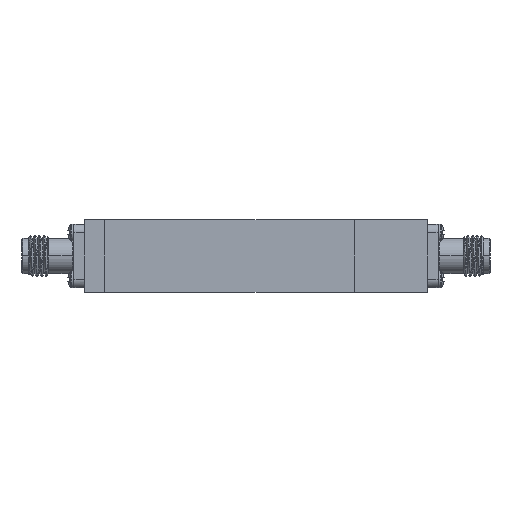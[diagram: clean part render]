
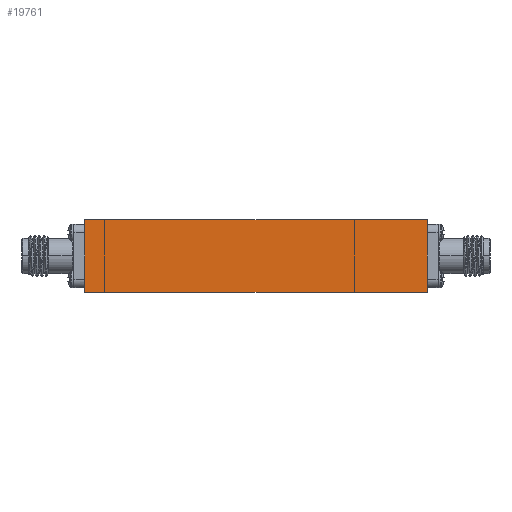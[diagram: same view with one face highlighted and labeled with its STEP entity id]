
A CAD part, left-side view. The second image highlights one B-rep face of the part: STEP entity #19761.
In plain terms, the highlighted planar face has unit normal (-1, 0, 0).
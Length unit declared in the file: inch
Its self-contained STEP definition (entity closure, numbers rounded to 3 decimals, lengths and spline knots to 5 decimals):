
#1823 = EDGE_CURVE ( 'NONE', #7378, #13058, #24719, .T. ) ;
#1879 = LINE ( 'NONE', #11638, #26564 ) ;
#1913 = ORIENTED_EDGE ( 'NONE', *, *, #1823, .T. ) ;
#2393 = CARTESIAN_POINT ( 'NONE',  ( -2.06693, -1.02362, 0.21654 ) ) ;
#4091 = CARTESIAN_POINT ( 'NONE',  ( -2.06693, -1.02362, 0.21654 ) ) ;
#5021 = PLANE ( 'NONE',  #12801 ) ;
#6676 = ORIENTED_EDGE ( 'NONE', *, *, #28115, .T. ) ;
#7378 = VERTEX_POINT ( 'NONE', #13732 ) ;
#9540 = VECTOR ( 'NONE', #12543, 39.37008 ) ;
#10311 = CARTESIAN_POINT ( 'NONE',  ( -2.06693, 1.02362, 0.21654 ) ) ;
#10364 = EDGE_CURVE ( 'NONE', #26754, #25186, #31503, .T. ) ;
#10723 = EDGE_CURVE ( 'NONE', #25186, #13058, #1879, .T. ) ;
#11638 = CARTESIAN_POINT ( 'NONE',  ( -2.06693, -1.02362, 0.21654 ) ) ;
#12543 = DIRECTION ( 'NONE',  ( 0., -1., 0. ) ) ;
#12801 = AXIS2_PLACEMENT_3D ( 'NONE', #21982, #12834, #15091 ) ;
#12834 = DIRECTION ( 'NONE',  ( 1., 0., 0. ) ) ;
#13058 = VERTEX_POINT ( 'NONE', #24832 ) ;
#13732 = CARTESIAN_POINT ( 'NONE',  ( -2.06693, 1.02362, -0.21654 ) ) ;
#15091 = DIRECTION ( 'NONE',  ( 0., 0., -1. ) ) ;
#15833 = VECTOR ( 'NONE', #29588, 39.37008 ) ;
#16869 = EDGE_LOOP ( 'NONE', ( #1913, #22137, #27338, #6676 ) ) ;
#19761 = ADVANCED_FACE ( 'NONE', ( #29184 ), #5021, .F. ) ;
#21403 = DIRECTION ( 'NONE',  ( 0., 0., -1. ) ) ;
#21982 = CARTESIAN_POINT ( 'NONE',  ( -2.06693, -1.02362, 0.21654 ) ) ;
#22137 = ORIENTED_EDGE ( 'NONE', *, *, #10723, .F. ) ;
#22482 = LINE ( 'NONE', #10311, #28898 ) ;
#22795 = CARTESIAN_POINT ( 'NONE',  ( -2.06693, -1.02362, -0.21654 ) ) ;
#22803 = CARTESIAN_POINT ( 'NONE',  ( -2.06693, 1.02362, 0.21654 ) ) ;
#24719 = LINE ( 'NONE', #22795, #9540 ) ;
#24832 = CARTESIAN_POINT ( 'NONE',  ( -2.06693, -1.02362, -0.21654 ) ) ;
#25186 = VERTEX_POINT ( 'NONE', #4091 ) ;
#26564 = VECTOR ( 'NONE', #21403, 39.37008 ) ;
#26754 = VERTEX_POINT ( 'NONE', #22803 ) ;
#27338 = ORIENTED_EDGE ( 'NONE', *, *, #10364, .F. ) ;
#28115 = EDGE_CURVE ( 'NONE', #26754, #7378, #22482, .T. ) ;
#28898 = VECTOR ( 'NONE', #29846, 39.37008 ) ;
#29184 = FACE_OUTER_BOUND ( 'NONE', #16869, .T. ) ;
#29588 = DIRECTION ( 'NONE',  ( 0., -1., 0. ) ) ;
#29846 = DIRECTION ( 'NONE',  ( 0., 0., -1. ) ) ;
#31503 = LINE ( 'NONE', #2393, #15833 ) ;
